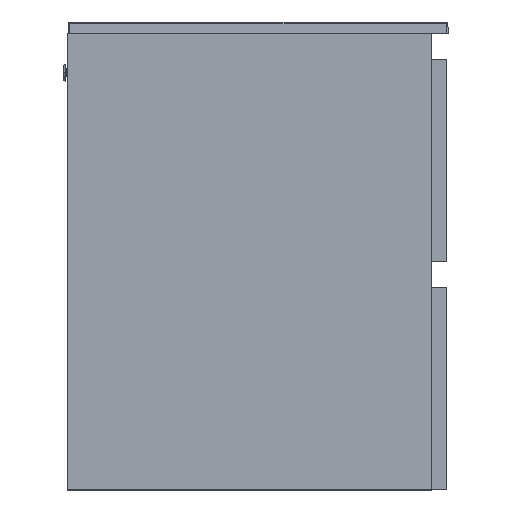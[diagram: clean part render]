
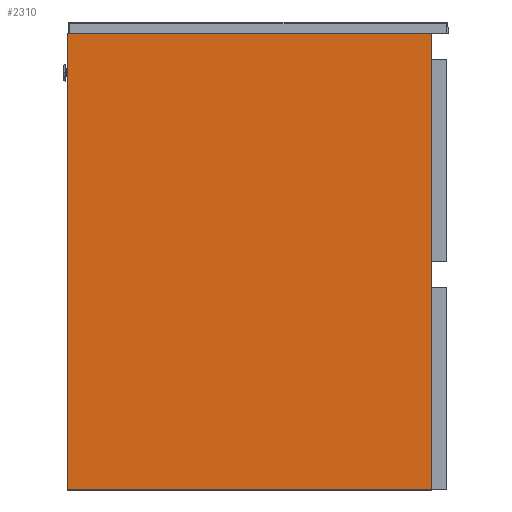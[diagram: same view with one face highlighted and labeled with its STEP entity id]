
A CAD part, left-side view. The second image highlights one B-rep face of the part: STEP entity #2310.
In plain terms, the highlighted planar face has unit normal (-1, 0, 0).
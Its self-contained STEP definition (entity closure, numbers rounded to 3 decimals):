
#2310=ADVANCED_FACE('',(#4757),#37161,.T.);
#4757=FACE_OUTER_BOUND('',#7204,.T.);
#7204=EDGE_LOOP('',(#19121,#19122,#19123,#19124));
#19121=ORIENTED_EDGE('',*,*,#25097,.T.);
#19122=ORIENTED_EDGE('',*,*,#25090,.T.);
#19123=ORIENTED_EDGE('',*,*,#25098,.F.);
#19124=ORIENTED_EDGE('',*,*,#25095,.F.);
#25090=EDGE_CURVE('',#34910,#34913,#29922,.T.);
#25095=EDGE_CURVE('',#34916,#34917,#29927,.T.);
#25097=EDGE_CURVE('',#34916,#34910,#29929,.T.);
#25098=EDGE_CURVE('',#34917,#34913,#29930,.T.);
#29922=B_SPLINE_CURVE_WITH_KNOTS('',1,(#97454,#97455),.UNSPECIFIED.,.F.,
 .F.,(2,2),(0.,2950.),.UNSPECIFIED.);
#29927=B_SPLINE_CURVE_WITH_KNOTS('',1,(#97464,#97465),.UNSPECIFIED.,.F.,
 .F.,(2,2),(0.,2950.),.UNSPECIFIED.);
#29929=B_SPLINE_CURVE_WITH_KNOTS('',1,(#97468,#97469),.UNSPECIFIED.,.F.,
 .F.,(2,2),(1740.,2320.),.UNSPECIFIED.);
#29930=B_SPLINE_CURVE_WITH_KNOTS('',1,(#97470,#97471),.UNSPECIFIED.,.F.,
 .F.,(2,2),(1740.,2320.),.UNSPECIFIED.);
#34910=VERTEX_POINT('',#97440);
#34913=VERTEX_POINT('',#97443);
#34916=VERTEX_POINT('',#97446);
#34917=VERTEX_POINT('',#97447);
#37161=PLANE('',#39180);
#39180=AXIS2_PLACEMENT_3D('',#97437,#41115,$);
#41115=DIRECTION('',(-1.,0.,0.));
#97437=CARTESIAN_POINT('',(-498.5,225.244,242.));
#97440=CARTESIAN_POINT('',(-498.5,-205.756,242.));
#97443=CARTESIAN_POINT('',(-498.5,-205.756,782.));
#97446=CARTESIAN_POINT('',(-498.5,225.244,242.));
#97447=CARTESIAN_POINT('',(-498.5,225.244,782.));
#97454=CARTESIAN_POINT('',(-498.5,-205.756,242.));
#97455=CARTESIAN_POINT('',(-498.5,-205.756,782.));
#97464=CARTESIAN_POINT('',(-498.5,225.244,242.));
#97465=CARTESIAN_POINT('',(-498.5,225.244,782.));
#97468=CARTESIAN_POINT('',(-498.5,225.244,242.));
#97469=CARTESIAN_POINT('',(-498.5,-205.756,242.));
#97470=CARTESIAN_POINT('',(-498.5,225.244,782.));
#97471=CARTESIAN_POINT('',(-498.5,-205.756,782.));
